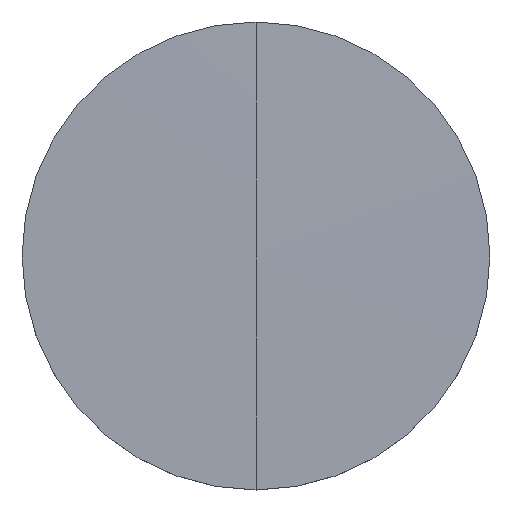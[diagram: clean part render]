
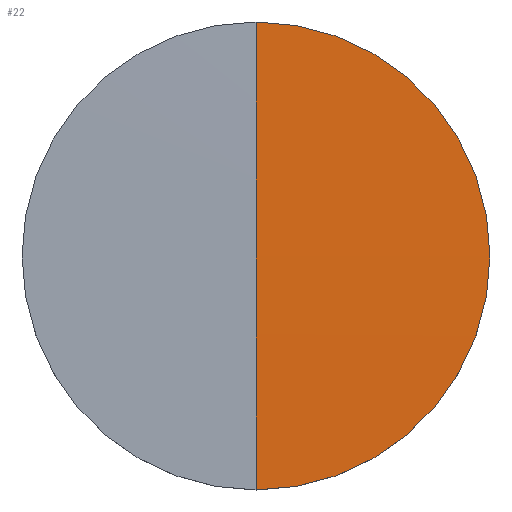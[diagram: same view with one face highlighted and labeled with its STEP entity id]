
A CAD part, top view. The second image highlights one B-rep face of the part: STEP entity #22.
In plain terms, the highlighted spherical face has radius 1402.66 mm.
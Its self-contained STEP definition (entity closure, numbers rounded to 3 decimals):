
#7 = VERTEX_POINT ( 'NONE', #115 ) ;
#10 = VERTEX_POINT ( 'NONE', #104 ) ;
#11 = EDGE_CURVE ( 'NONE', #7, #10, #103, .T. ) ;
#17 = VERTEX_POINT ( 'NONE', #108 ) ;
#20 = EDGE_LOOP ( 'NONE', ( #30, #34, #27 ) ) ;
#22 = ADVANCED_FACE ( 'NONE', ( #74 ), #112, .T. ) ;
#25 = EDGE_CURVE ( 'NONE', #17, #10, #62, .T. ) ;
#27 = ORIENTED_EDGE ( 'NONE', *, *, #11, .F. ) ;
#30 = ORIENTED_EDGE ( 'NONE', *, *, #46, .F. ) ;
#34 = ORIENTED_EDGE ( 'NONE', *, *, #25, .T. ) ;
#46 = EDGE_CURVE ( 'NONE', #17, #7, #78, .T. ) ;
#58 = DIRECTION ( 'NONE',  ( 0., 0., 1. ) ) ;
#61 = AXIS2_PLACEMENT_3D ( 'NONE', #63, #114, #113 ) ;
#62 = CIRCLE ( 'NONE', #61, 1402.662 ) ;
#63 = CARTESIAN_POINT ( 'NONE',  ( 0., 0., -1401.632 ) ) ;
#74 = FACE_OUTER_BOUND ( 'NONE', #20, .T. ) ;
#75 = DIRECTION ( 'NONE',  ( -1., 0., 0. ) ) ;
#76 = CARTESIAN_POINT ( 'NONE',  ( 0., 0., -1401.632 ) ) ;
#77 = AXIS2_PLACEMENT_3D ( 'NONE', #76, #75, #58 ) ;
#78 = CIRCLE ( 'NONE', #77, 1402.662 ) ;
#85 = DIRECTION ( 'NONE',  ( 0., 1., 0. ) ) ;
#92 = AXIS2_PLACEMENT_3D ( 'NONE', #102, #123, #85 ) ;
#96 = DIRECTION ( 'NONE',  ( 0., 1., 0. ) ) ;
#97 = DIRECTION ( 'NONE',  ( 1., 0., 0. ) ) ;
#102 = CARTESIAN_POINT ( 'NONE',  ( 0., 0., 0.973 ) ) ;
#103 = CIRCLE ( 'NONE', #92, 12.7 ) ;
#104 = CARTESIAN_POINT ( 'NONE',  ( 0., -12.7, 0.973 ) ) ;
#105 = CARTESIAN_POINT ( 'NONE',  ( 0., 0., -1401.632 ) ) ;
#108 = CARTESIAN_POINT ( 'NONE',  ( 0., 0., 1.03 ) ) ;
#111 = AXIS2_PLACEMENT_3D ( 'NONE', #105, #97, #96 ) ;
#112 = SPHERICAL_SURFACE ( 'NONE', #111, 1402.662 ) ;
#113 = DIRECTION ( 'NONE',  ( 0., 1., 0. ) ) ;
#114 = DIRECTION ( 'NONE',  ( 1., 0., 0. ) ) ;
#115 = CARTESIAN_POINT ( 'NONE',  ( 0., 12.7, 0.973 ) ) ;
#123 = DIRECTION ( 'NONE',  ( 0., 0., -1. ) ) ;
